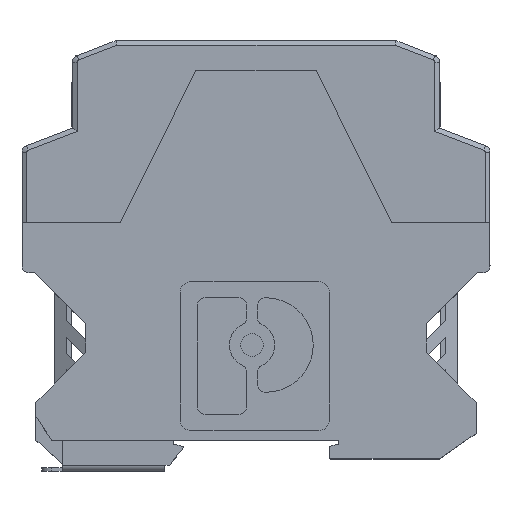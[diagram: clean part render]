
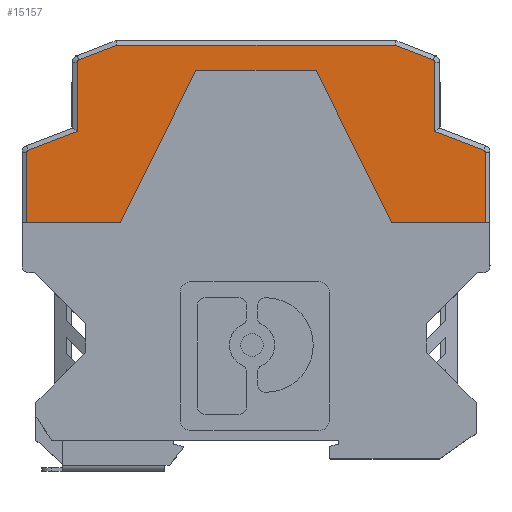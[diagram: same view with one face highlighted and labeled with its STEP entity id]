
A CAD part, top view. The second image highlights one B-rep face of the part: STEP entity #15157.
In plain terms, the highlighted planar face has unit normal (0, 0, 1).
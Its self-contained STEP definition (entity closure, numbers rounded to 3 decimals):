
#11990=CARTESIAN_POINT('',(48.,91.368,11.3));
#11991=DIRECTION('',(0.,0.,-1.));
#11992=DIRECTION('',(0.358,0.934,0.));
#11993=AXIS2_PLACEMENT_3D('',#11990,#11991,#11992);
#11995=DIRECTION('',(0.,-1.,0.));
#11996=VECTOR('',#11995,14.868);
#11997=CARTESIAN_POINT('',(48.5,91.368,11.3));
#11998=LINE('',#11997,#11996);
#11999=DIRECTION('',(-1.,0.,0.));
#12000=VECTOR('',#11999,19.75);
#12001=CARTESIAN_POINT('',(48.5,76.5,11.3));
#12002=LINE('',#12001,#12000);
#12003=DIRECTION('',(-0.446,0.895,0.));
#12004=VECTOR('',#12003,35.978);
#12005=CARTESIAN_POINT('',(28.75,76.5,11.3));
#12006=LINE('',#12005,#12004);
#12007=DIRECTION('',(-1.,0.,0.));
#12008=VECTOR('',#12007,25.4);
#12009=CARTESIAN_POINT('',(12.7,108.7,11.3));
#12010=LINE('',#12009,#12008);
#12011=DIRECTION('',(-0.446,-0.895,0.));
#12012=VECTOR('',#12011,35.978);
#12013=CARTESIAN_POINT('',(-12.7,108.7,11.3));
#12014=LINE('',#12013,#12012);
#12015=DIRECTION('',(-1.,0.,0.));
#12016=VECTOR('',#12015,19.75);
#12017=CARTESIAN_POINT('',(-28.75,76.5,11.3));
#12018=LINE('',#12017,#12016);
#12019=CARTESIAN_POINT('',(-48.,91.368,
11.3));
#12020=DIRECTION('',(0.,0.,-1.));
#12021=DIRECTION('',(-1.,0.,0.));
#12022=AXIS2_PLACEMENT_3D('',#12019,#12020,#12021);
#12024=DIRECTION('',(0.934,0.358,0.));
#12025=VECTOR('',#12024,11.115);
#12026=CARTESIAN_POINT('',(-48.179,91.835,
11.3));
#12027=LINE('',#12026,#12025);
#12028=DIRECTION('',(0.,1.,0.));
#12029=VECTOR('',#12028,14.625);
#12030=CARTESIAN_POINT('',(-37.8,95.812,
11.3));
#12031=LINE('',#12030,#12029);
#12032=CARTESIAN_POINT('',(-37.3,110.438,
11.3));
#12033=DIRECTION('',(0.,0.,-1.));
#12034=DIRECTION('',(-1.,0.,0.));
#12035=AXIS2_PLACEMENT_3D('',#12032,#12033,#12034);
#12037=DIRECTION('',(0.934,0.358,0.));
#12038=VECTOR('',#12037,8.638);
#12039=CARTESIAN_POINT('',(-37.479,110.904,
11.3));
#12040=LINE('',#12039,#12038);
#12041=DIRECTION('',(1.,0.,0.));
#12042=VECTOR('',#12041,58.829);
#12043=CARTESIAN_POINT('',(-29.415,114.,
11.3));
#12044=LINE('',#12043,#12042);
#12045=DIRECTION('',(0.934,-0.358,0.));
#12046=VECTOR('',#12045,8.638);
#12047=CARTESIAN_POINT('',(29.415,114.,11.3));
#12048=LINE('',#12047,#12046);
#12049=CARTESIAN_POINT('',(37.3,110.438,11.3));
#12050=DIRECTION('',(0.,0.,-1.));
#12051=DIRECTION('',(0.358,0.934,0.));
#12052=AXIS2_PLACEMENT_3D('',#12049,#12050,#12051);
#12054=DIRECTION('',(0.,-1.,0.));
#12055=VECTOR('',#12054,14.625);
#12056=CARTESIAN_POINT('',(37.8,110.438,11.3));
#12057=LINE('',#12056,#12055);
#12058=DIRECTION('',(0.934,-0.358,0.));
#12059=VECTOR('',#12058,11.115);
#12060=CARTESIAN_POINT('',(37.8,95.812,11.3));
#12061=LINE('',#12060,#12059);
#12790=DIRECTION('',(0.,-1.,0.));
#12791=VECTOR('',#12790,14.868);
#12792=CARTESIAN_POINT('',(-48.5,91.368,11.3));
#12793=LINE('',#12792,#12791);
#13948=CARTESIAN_POINT('',(28.75,76.5,11.3));
#13949=CARTESIAN_POINT('',(12.7,108.7,11.3));
#13950=VERTEX_POINT('',#13948);
#13951=VERTEX_POINT('',#13949);
#13954=CARTESIAN_POINT('',(48.179,91.835,11.3));
#13955=CARTESIAN_POINT('',(48.5,91.368,11.3));
#13956=VERTEX_POINT('',#13954);
#13957=VERTEX_POINT('',#13955);
#13958=CARTESIAN_POINT('',(48.5,76.5,11.3));
#13959=VERTEX_POINT('',#13958);
#13960=CARTESIAN_POINT('',(-12.7,108.7,11.3));
#13961=VERTEX_POINT('',#13960);
#13962=CARTESIAN_POINT('',(-28.75,76.5,11.3));
#13963=VERTEX_POINT('',#13962);
#13964=CARTESIAN_POINT('',(-48.5,76.5,
11.3));
#13965=VERTEX_POINT('',#13964);
#13966=CARTESIAN_POINT('',(-48.5,91.368,11.3));
#13967=VERTEX_POINT('',#13966);
#13968=CARTESIAN_POINT('',(-48.179,91.835,
11.3));
#13969=VERTEX_POINT('',#13968);
#13970=CARTESIAN_POINT('',(-37.8,95.812,
11.3));
#13971=VERTEX_POINT('',#13970);
#13972=CARTESIAN_POINT('',(-37.8,110.438,
11.3));
#13973=VERTEX_POINT('',#13972);
#13974=CARTESIAN_POINT('',(-37.479,110.904,
11.3));
#13975=VERTEX_POINT('',#13974);
#13976=CARTESIAN_POINT('',(-29.415,114.,
11.3));
#13977=VERTEX_POINT('',#13976);
#13978=CARTESIAN_POINT('',(29.415,114.,11.3));
#13979=VERTEX_POINT('',#13978);
#13980=CARTESIAN_POINT('',(37.479,110.904,11.3));
#13981=VERTEX_POINT('',#13980);
#13982=CARTESIAN_POINT('',(37.8,110.438,11.3));
#13983=VERTEX_POINT('',#13982);
#13984=CARTESIAN_POINT('',(37.8,95.812,11.3));
#13985=VERTEX_POINT('',#13984);
#15114=CARTESIAN_POINT('',(32.387,84.907,11.3));
#15115=DIRECTION('',(0.,0.,1.));
#15116=DIRECTION('',(1.,0.,0.));
#15117=AXIS2_PLACEMENT_3D('',#15114,#15115,#15116);
#15118=PLANE('',#15117);
#15120=ORIENTED_EDGE('',*,*,#15119,.T.);
#15122=ORIENTED_EDGE('',*,*,#15121,.T.);
#15124=ORIENTED_EDGE('',*,*,#15123,.T.);
#15126=ORIENTED_EDGE('',*,*,#15125,.T.);
#15128=ORIENTED_EDGE('',*,*,#15127,.T.);
#15130=ORIENTED_EDGE('',*,*,#15129,.T.);
#15132=ORIENTED_EDGE('',*,*,#15131,.T.);
#15134=ORIENTED_EDGE('',*,*,#15133,.F.);
#15136=ORIENTED_EDGE('',*,*,#15135,.T.);
#15138=ORIENTED_EDGE('',*,*,#15137,.T.);
#15140=ORIENTED_EDGE('',*,*,#15139,.T.);
#15142=ORIENTED_EDGE('',*,*,#15141,.T.);
#15144=ORIENTED_EDGE('',*,*,#15143,.T.);
#15146=ORIENTED_EDGE('',*,*,#15145,.T.);
#15148=ORIENTED_EDGE('',*,*,#15147,.T.);
#15150=ORIENTED_EDGE('',*,*,#15149,.T.);
#15152=ORIENTED_EDGE('',*,*,#15151,.T.);
#15154=ORIENTED_EDGE('',*,*,#15153,.T.);
#15155=EDGE_LOOP('',(#15120,#15122,#15124,#15126,#15128,#15130,#15132,#15134,
#15136,#15138,#15140,#15142,#15144,#15146,#15148,#15150,#15152,#15154));
#15156=FACE_OUTER_BOUND('',#15155,.F.);
#15157=ADVANCED_FACE('',(#15156),#15118,.T.);
#11994=CIRCLE('',#11993,0.5);
#12023=CIRCLE('',#12022,0.5);
#12036=CIRCLE('',#12035,0.5);
#12053=CIRCLE('',#12052,0.5);
#15119=EDGE_CURVE('',#13956,#13957,#11994,.T.);
#15121=EDGE_CURVE('',#13957,#13959,#11998,.T.);
#15123=EDGE_CURVE('',#13959,#13950,#12002,.T.);
#15125=EDGE_CURVE('',#13950,#13951,#12006,.T.);
#15127=EDGE_CURVE('',#13951,#13961,#12010,.T.);
#15129=EDGE_CURVE('',#13961,#13963,#12014,.T.);
#15131=EDGE_CURVE('',#13963,#13965,#12018,.T.);
#15133=EDGE_CURVE('',#13967,#13965,#12793,.T.);
#15135=EDGE_CURVE('',#13967,#13969,#12023,.T.);
#15137=EDGE_CURVE('',#13969,#13971,#12027,.T.);
#15139=EDGE_CURVE('',#13971,#13973,#12031,.T.);
#15141=EDGE_CURVE('',#13973,#13975,#12036,.T.);
#15143=EDGE_CURVE('',#13975,#13977,#12040,.T.);
#15145=EDGE_CURVE('',#13977,#13979,#12044,.T.);
#15147=EDGE_CURVE('',#13979,#13981,#12048,.T.);
#15149=EDGE_CURVE('',#13981,#13983,#12053,.T.);
#15151=EDGE_CURVE('',#13983,#13985,#12057,.T.);
#15153=EDGE_CURVE('',#13985,#13956,#12061,.T.);
